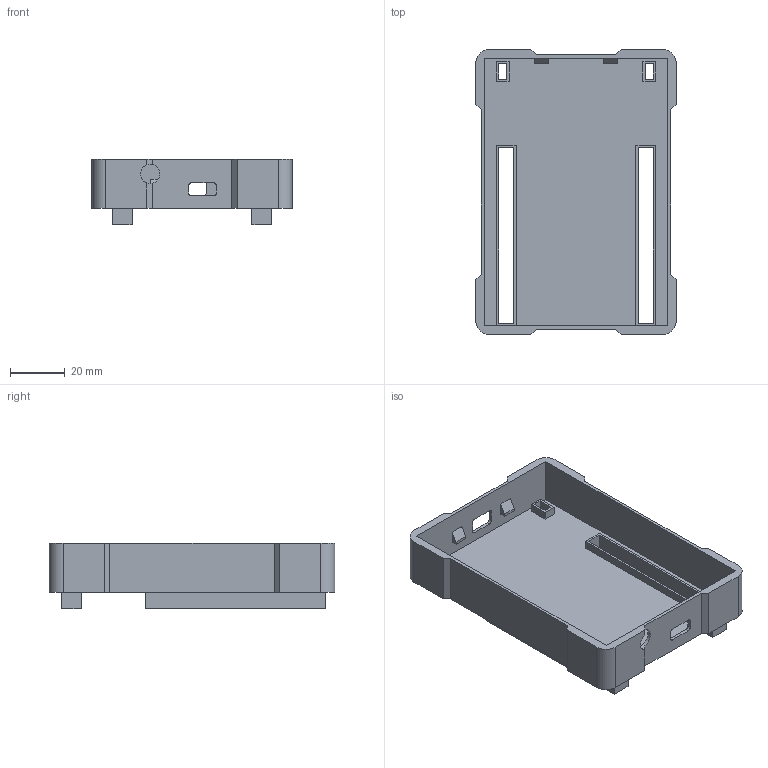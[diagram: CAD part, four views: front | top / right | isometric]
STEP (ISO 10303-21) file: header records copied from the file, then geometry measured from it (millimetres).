
FILE_DESCRIPTION(('STEP AP203'), '1');
FILE_NAME('LowerCase', '', ('UNSPECIFIED'), ('UNSPECIFIED'), 'ASCON STEP Converter 1.6', 'ASCON Math Kernel', '');
FILE_SCHEMA(('CONFIG_CONTROL_DESIGN'));
Length unit declared in the file: millimetre
Bounding box: 72.9 x 103.9 x 24 mm (x, y, z)
Volume: 20490.5 mm3; surface area: 30818.7 mm2
Topology: 1 solids, 1 shells, 115 faces, 309 edges, 206 vertices
Faces by surface type: plane 102, cylinder 13
Full cylindrical faces by diameter (mm): 7 x1
Entity records: 4534 total; most frequent: CARTESIAN_POINT 636, ORIENTED_EDGE 616, DIRECTION 566, EDGE_CURVE 308, LINE 278, VECTOR 278, VERTEX_POINT 206, AXIS2_PLACEMENT_3D 144
